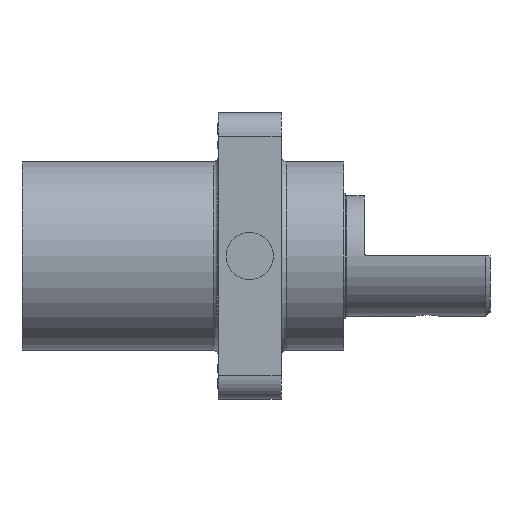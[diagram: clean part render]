
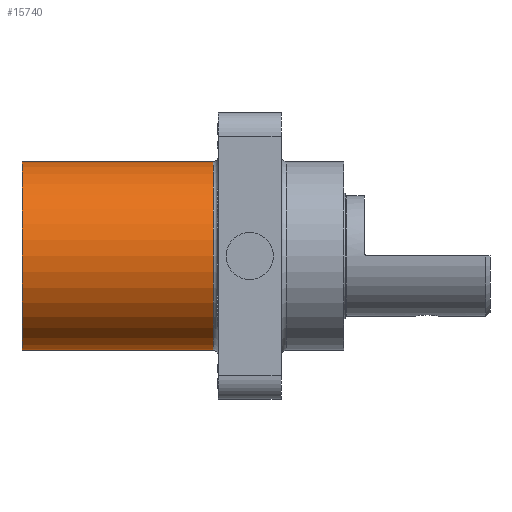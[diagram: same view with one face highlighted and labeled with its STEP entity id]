
A CAD part, front view. The second image highlights one B-rep face of the part: STEP entity #15740.
In plain terms, the highlighted cylindrical face has radius 19.05 mm (diameter 38.1 mm), a full revolution.
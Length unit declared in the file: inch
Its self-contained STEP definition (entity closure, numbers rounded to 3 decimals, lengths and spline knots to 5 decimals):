
#4399 = DIRECTION ( 'NONE',  ( -1., 0., 0. ) ) ;
#4428 = CIRCLE ( 'NONE', #23214, 0.75 ) ;
#11359 = ORIENTED_EDGE ( 'NONE', *, *, #45178, .F. ) ;
#11947 = DIRECTION ( 'NONE',  ( -1., 0., 0. ) ) ;
#15740 = ADVANCED_FACE ( 'NONE', ( #30044, #77618 ), #69067, .T. ) ;
#20453 = EDGE_LOOP ( 'NONE', ( #58414 ) ) ;
#20505 = CARTESIAN_POINT ( 'NONE',  ( -0.60337, 0.19415, -0.18197 ) ) ;
#23214 = AXIS2_PLACEMENT_3D ( 'NONE', #20505, #11947, #77656 ) ;
#30044 = FACE_OUTER_BOUND ( 'NONE', #20453, .T. ) ;
#35534 = AXIS2_PLACEMENT_3D ( 'NONE', #78018, #93494, #44352 ) ;
#38597 = EDGE_LOOP ( 'NONE', ( #11359 ) ) ;
#44352 = DIRECTION ( 'NONE',  ( 0., -1., 0. ) ) ;
#45178 = EDGE_CURVE ( 'NONE', #57851, #57851, #54300, .T. ) ;
#53356 = AXIS2_PLACEMENT_3D ( 'NONE', #68526, #4399, #101102 ) ;
#54300 = CIRCLE ( 'NONE', #35534, 0.75 ) ;
#57851 = VERTEX_POINT ( 'NONE', #65329 ) ;
#58414 = ORIENTED_EDGE ( 'NONE', *, *, #59963, .T. ) ;
#59963 = EDGE_CURVE ( 'NONE', #64798, #64798, #4428, .T. ) ;
#64263 = CARTESIAN_POINT ( 'NONE',  ( -0.60337, 0.19415, -0.93197 ) ) ;
#64798 = VERTEX_POINT ( 'NONE', #64263 ) ;
#65329 = CARTESIAN_POINT ( 'NONE',  ( -2.12337, -0.55585, -0.18197 ) ) ;
#68526 = CARTESIAN_POINT ( 'NONE',  ( -2.12337, 0.19415, -0.18197 ) ) ;
#69067 = CYLINDRICAL_SURFACE ( 'NONE', #53356, 0.75 ) ;
#77618 = FACE_OUTER_BOUND ( 'NONE', #38597, .T. ) ;
#77656 = DIRECTION ( 'NONE',  ( 0., 0., -1. ) ) ;
#78018 = CARTESIAN_POINT ( 'NONE',  ( -2.12337, 0.19415, -0.18197 ) ) ;
#93494 = DIRECTION ( 'NONE',  ( -1., 0., 0. ) ) ;
#101102 = DIRECTION ( 'NONE',  ( 0., -1., 0. ) ) ;
